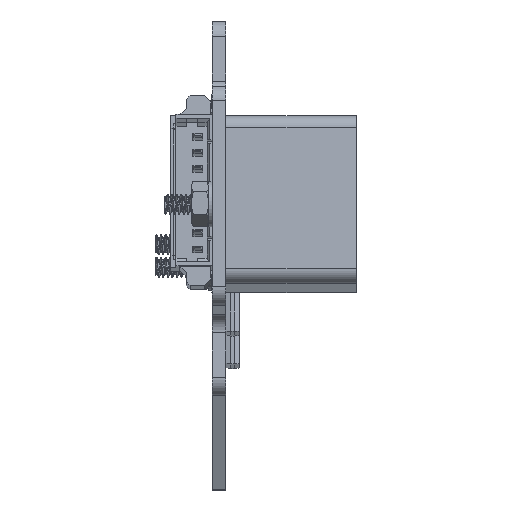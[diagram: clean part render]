
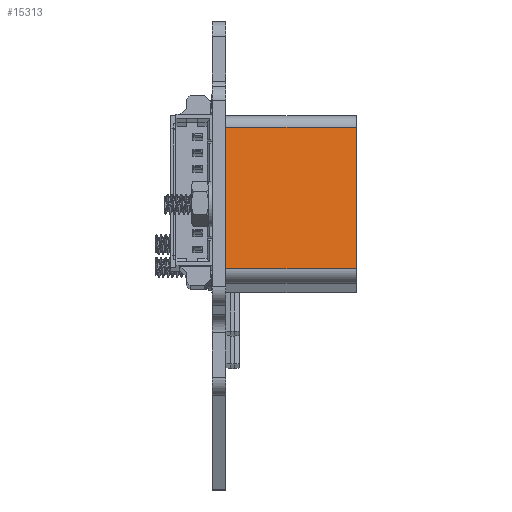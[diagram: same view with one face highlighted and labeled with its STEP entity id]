
A CAD part, left-side view. The second image highlights one B-rep face of the part: STEP entity #15313.
In plain terms, the highlighted face is planar.
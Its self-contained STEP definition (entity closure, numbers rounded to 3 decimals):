
#618=PLANE('',#16423);
#1313=FACE_OUTER_BOUND('',#2156,.T.);
#2156=EDGE_LOOP('',(#11188,#11189,#11190,#11191));
#3128=LINE('',#21993,#5001);
#3129=LINE('',#22000,#5002);
#3130=LINE('',#22003,#5003);
#3131=LINE('',#22004,#5004);
#5001=VECTOR('',#17961,10.);
#5002=VECTOR('',#17970,10.);
#5003=VECTOR('',#17973,10.);
#5004=VECTOR('',#17974,10.);
#7047=VERTEX_POINT('',#21990);
#7048=VERTEX_POINT('',#21992);
#7050=VERTEX_POINT('',#21998);
#7051=VERTEX_POINT('',#22002);
#8622=EDGE_CURVE('',#7048,#7047,#3128,.T.);
#8626=EDGE_CURVE('',#7048,#7050,#3129,.T.);
#8627=EDGE_CURVE('',#7051,#7047,#3130,.T.);
#8628=EDGE_CURVE('',#7050,#7051,#3131,.T.);
#11188=ORIENTED_EDGE('',*,*,#8626,.F.);
#11189=ORIENTED_EDGE('',*,*,#8622,.T.);
#11190=ORIENTED_EDGE('',*,*,#8627,.F.);
#11191=ORIENTED_EDGE('',*,*,#8628,.F.);
#15313=ADVANCED_FACE('',(#1313),#618,.T.);
#16423=AXIS2_PLACEMENT_3D('',#22001,#17971,#17972);
#17961=DIRECTION('',(1.,0.,0.));
#17970=DIRECTION('',(0.,1.,0.));
#17971=DIRECTION('center_axis',(0.,0.,1.));
#17972=DIRECTION('ref_axis',(1.,0.,0.));
#17973=DIRECTION('',(0.,-1.,0.));
#17974=DIRECTION('',(1.,0.,0.));
#21990=CARTESIAN_POINT('',(-1.,0.,0.));
#21992=CARTESIAN_POINT('',(-12.,0.,0.));
#21993=CARTESIAN_POINT('',(-13.,0.,0.));
#21998=CARTESIAN_POINT('',(-12.,10.06,0.));
#22000=CARTESIAN_POINT('',(-12.,0.,0.));
#22001=CARTESIAN_POINT('Origin',(-13.,0.,0.));
#22002=CARTESIAN_POINT('',(-1.,10.06,0.));
#22003=CARTESIAN_POINT('',(-1.,0.,0.));
#22004=CARTESIAN_POINT('',(-13.,10.06,0.));
